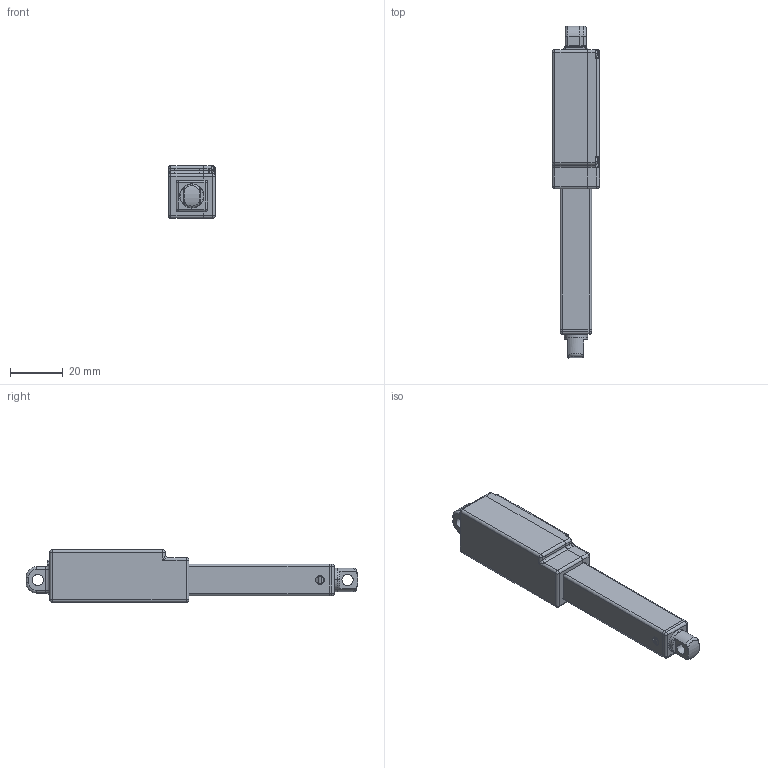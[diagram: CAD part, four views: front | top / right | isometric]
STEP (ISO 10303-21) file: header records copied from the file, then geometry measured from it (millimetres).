
FILE_DESCRIPTION((''),'2;1');
FILE_NAME('L16_50MM_ASM','2016-10-05T',('Mike'),(''),'PRO/ENGINEER BY PARAMETRIC TECHNOLOGY CORPORATION, 2004440','PRO/ENGINEER BY PARAMETRIC TECHNOLOGY CORPORATION, 2004440','');
FILE_SCHEMA(('CONFIG_CONTROL_DESIGN'));
Length unit declared in the file: millimetre
Products named in the file (12): EXTENSION_10404_50MM; CLAMSHELL_BOT_10417; CLAMSHELL_TOP_10416; FASTENER_10427; CLAMSHELL_BOT_10654; CLAMSHELL_TOP_10653; GUIDE_10429; NUT_10419; SHAFT_10409_50MM; PLUG_10428; GROMMET_3_HOLE; L16_50MM_ASM
Assembly tree (19 placements, depth 2):
  L16_50MM_ASM
    EXTENSION_10404_50MM
    CLAMSHELL_BOT_10417
    CLAMSHELL_TOP_10416
    FASTENER_10427  x8
    CLAMSHELL_BOT_10654
    CLAMSHELL_TOP_10653
    GUIDE_10429
    NUT_10419
    SHAFT_10409_50MM
    PLUG_10428
    GROMMET_3_HOLE  x2
Bounding box: 18.1 x 126.38 x 20 mm (x, y, z)
Volume: 18487.4 mm3; surface area: 25887 mm2
Topology: 19 solids, 19 shells, 1792 faces, 4427 edges, 2734 vertices
Faces by surface type: plane 806, cylinder 587, torus 229, bspline 76, cone 56, sphere 38
Entity records: 53389 total; most frequent: CARTESIAN_POINT 16024, DIRECTION 7823, ORIENTED_EDGE 7738, EDGE_CURVE 3869, AXIS2_PLACEMENT_3D 2753, VERTEX_POINT 2388, VECTOR 2317, LINE 2317
